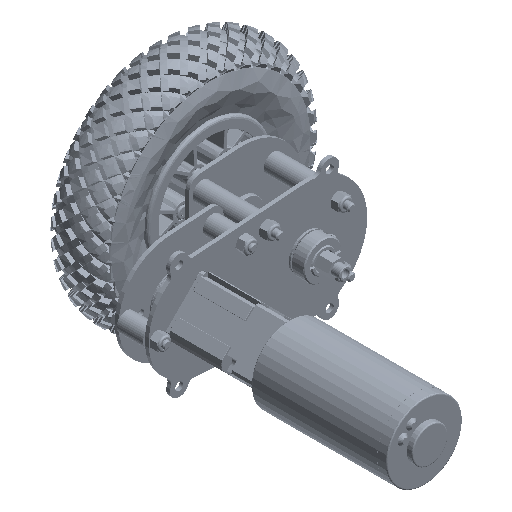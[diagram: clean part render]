
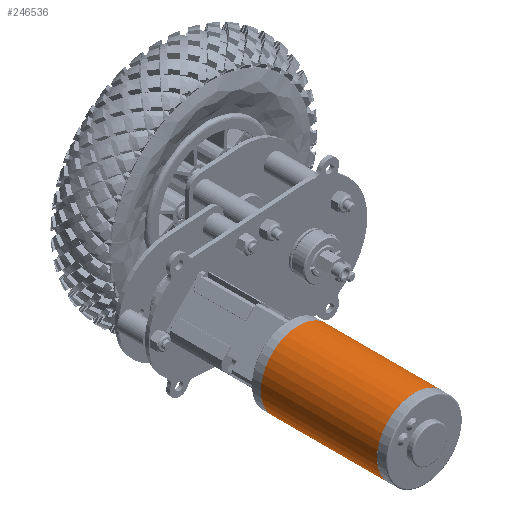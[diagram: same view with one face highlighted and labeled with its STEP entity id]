
A CAD part, isometric view. The second image highlights one B-rep face of the part: STEP entity #246536.
In plain terms, the highlighted cylindrical face has radius 32.004 mm (diameter 64.008 mm), a full revolution.
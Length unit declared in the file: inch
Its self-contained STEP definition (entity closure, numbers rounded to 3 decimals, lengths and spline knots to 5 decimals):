
#9438 = VERTEX_POINT ( 'NONE', #301851 ) ;
#13873 = AXIS2_PLACEMENT_3D ( 'NONE', #237071, #212882, #310784 ) ;
#15818 = AXIS2_PLACEMENT_3D ( 'NONE', #41250, #38079, #139260 ) ;
#30196 = CYLINDRICAL_SURFACE ( 'NONE', #15818, 1.26 ) ;
#31627 = DIRECTION ( 'NONE',  ( -1., 0., 0. ) ) ;
#38079 = DIRECTION ( 'NONE',  ( 0., 0., -1. ) ) ;
#41250 = CARTESIAN_POINT ( 'NONE',  ( 1.4, 4.303, 0.426 ) ) ;
#81175 = AXIS2_PLACEMENT_3D ( 'NONE', #301412, #153668, #31627 ) ;
#84125 = EDGE_CURVE ( 'NONE', #112198, #112198, #204377, .T. ) ;
#112198 = VERTEX_POINT ( 'NONE', #186063 ) ;
#123992 = ORIENTED_EDGE ( 'NONE', *, *, #275820, .T. ) ;
#126749 = EDGE_LOOP ( 'NONE', ( #232192 ) ) ;
#139260 = DIRECTION ( 'NONE',  ( -1., 0., 0. ) ) ;
#153668 = DIRECTION ( 'NONE',  ( 0., 0., -1. ) ) ;
#177955 = FACE_OUTER_BOUND ( 'NONE', #255677, .T. ) ;
#186063 = CARTESIAN_POINT ( 'NONE',  ( 0.14, 4.303, 0.426 ) ) ;
#204377 = CIRCLE ( 'NONE', #81175, 1.26 ) ;
#212882 = DIRECTION ( 'NONE',  ( 0., 0., 1. ) ) ;
#232192 = ORIENTED_EDGE ( 'NONE', *, *, #84125, .T. ) ;
#237071 = CARTESIAN_POINT ( 'NONE',  ( 1.4, 4.303, -3.438 ) ) ;
#246536 = ADVANCED_FACE ( 'NONE', ( #177955, #274362 ), #30196, .T. ) ;
#255677 = EDGE_LOOP ( 'NONE', ( #123992 ) ) ;
#274362 = FACE_OUTER_BOUND ( 'NONE', #126749, .T. ) ;
#275820 = EDGE_CURVE ( 'NONE', #9438, #9438, #311480, .T. ) ;
#301412 = CARTESIAN_POINT ( 'NONE',  ( 1.4, 4.303, 0.426 ) ) ;
#301851 = CARTESIAN_POINT ( 'NONE',  ( 0.14, 4.303, -3.438 ) ) ;
#310784 = DIRECTION ( 'NONE',  ( -1., 0., 0. ) ) ;
#311480 = CIRCLE ( 'NONE', #13873, 1.26 ) ;
